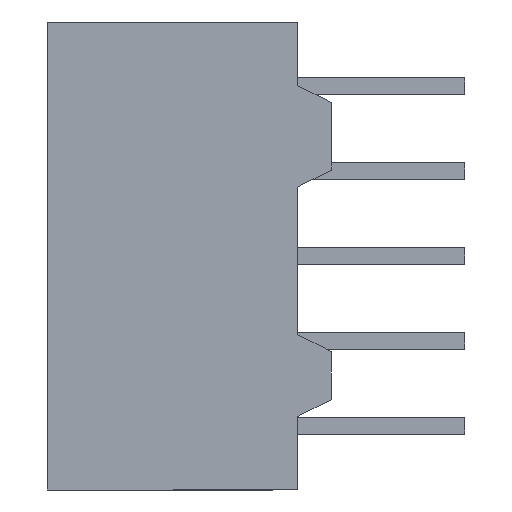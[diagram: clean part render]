
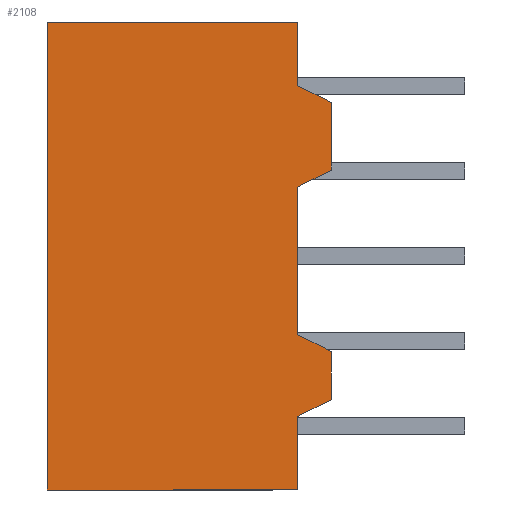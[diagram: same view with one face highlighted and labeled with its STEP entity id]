
A CAD part, left-side view. The second image highlights one B-rep face of the part: STEP entity #2108.
In plain terms, the highlighted planar face has unit normal (-1, 0, 0).
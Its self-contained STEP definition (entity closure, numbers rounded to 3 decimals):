
#159 = CARTESIAN_POINT ( 'NONE',  ( -3.75, -8.5, -4.293 ) ) ;
#439 = DIRECTION ( 'NONE',  ( 0., 1., 0. ) ) ;
#442 = LINE ( 'NONE', #24258, #1651 ) ;
#586 = CARTESIAN_POINT ( 'NONE',  ( -3.75, -8.5, 0. ) ) ;
#673 = CARTESIAN_POINT ( 'NONE',  ( -3.75, -7.5, 0. ) ) ;
#729 = CARTESIAN_POINT ( 'NONE',  ( -3.75, -7.5, -7. ) ) ;
#1079 = CARTESIAN_POINT ( 'NONE',  ( -3.75, -7.5, -2.35 ) ) ;
#1333 = VECTOR ( 'NONE', #14396, 1000. ) ;
#1384 = VECTOR ( 'NONE', #23763, 1000. ) ;
#1397 = CARTESIAN_POINT ( 'NONE',  ( -3.75, 0., 0. ) ) ;
#1419 = VECTOR ( 'NONE', #18996, 1000. ) ;
#1651 = VECTOR ( 'NONE', #9041, 1000. ) ;
#1660 = VECTOR ( 'NONE', #8278, 1000. ) ;
#1745 = LINE ( 'NONE', #23012, #1419 ) ;
#1993 = ORIENTED_EDGE ( 'NONE', *, *, #19620, .T. ) ;
#2108 = ADVANCED_FACE ( 'NONE', ( #16914 ), #20267, .T. ) ;
#2212 = EDGE_CURVE ( 'NONE', #13809, #12297, #442, .T. ) ;
#2328 = CARTESIAN_POINT ( 'NONE',  ( -3.75, -7.5, 0. ) ) ;
#2543 = VECTOR ( 'NONE', #14147, 1000. ) ;
#2660 = VECTOR ( 'NONE', #439, 1000. ) ;
#2673 = VECTOR ( 'NONE', #10315, 1000. ) ;
#2847 = LINE ( 'NONE', #16149, #1333 ) ;
#4278 = ORIENTED_EDGE ( 'NONE', *, *, #6533, .T. ) ;
#5379 = ORIENTED_EDGE ( 'NONE', *, *, #9053, .T. ) ;
#5536 = CARTESIAN_POINT ( 'NONE',  ( -3.75, -8.5, 4.59 ) ) ;
#5746 = EDGE_CURVE ( 'NONE', #15087, #17976, #9165, .T. ) ;
#6477 = CARTESIAN_POINT ( 'NONE',  ( -3.75, -8.5, 4.59 ) ) ;
#6498 = ORIENTED_EDGE ( 'NONE', *, *, #20883, .T. ) ;
#6533 = EDGE_CURVE ( 'NONE', #20130, #13809, #7380, .T. ) ;
#6641 = VERTEX_POINT ( 'NONE', #24682 ) ;
#6799 = DIRECTION ( 'NONE',  ( 0., 0., 1. ) ) ;
#7093 = CARTESIAN_POINT ( 'NONE',  ( -3.75, -7.5, 7. ) ) ;
#7380 = LINE ( 'NONE', #14331, #1384 ) ;
#8037 = CARTESIAN_POINT ( 'NONE',  ( -3.75, -7.5, 2.062 ) ) ;
#8125 = EDGE_LOOP ( 'NONE', ( #1993, #24209, #11459, #12365, #5379, #6498, #4278, #11262, #10287, #11568, #23706, #13555 ) ) ;
#8278 = DIRECTION ( 'NONE',  ( 0., 0., 1. ) ) ;
#8291 = CARTESIAN_POINT ( 'NONE',  ( -3.75, 0., 7. ) ) ;
#9041 = DIRECTION ( 'NONE',  ( 0., 0., 1. ) ) ;
#9053 = EDGE_CURVE ( 'NONE', #10578, #24086, #16129, .T. ) ;
#9165 = LINE ( 'NONE', #18316, #17258 ) ;
#9456 = CARTESIAN_POINT ( 'NONE',  ( -3.75, 0., -7. ) ) ;
#9483 = VECTOR ( 'NONE', #16531, 1000. ) ;
#9724 = LINE ( 'NONE', #586, #2543 ) ;
#10287 = ORIENTED_EDGE ( 'NONE', *, *, #14379, .T. ) ;
#10315 = DIRECTION ( 'NONE',  ( 0., 0.891, 0.454 ) ) ;
#10573 = VERTEX_POINT ( 'NONE', #5536 ) ;
#10578 = VERTEX_POINT ( 'NONE', #7093 ) ;
#11228 = LINE ( 'NONE', #673, #1660 ) ;
#11262 = ORIENTED_EDGE ( 'NONE', *, *, #2212, .T. ) ;
#11459 = ORIENTED_EDGE ( 'NONE', *, *, #14233, .T. ) ;
#11568 = ORIENTED_EDGE ( 'NONE', *, *, #5746, .T. ) ;
#11739 = CARTESIAN_POINT ( 'NONE',  ( -3.75, -8.5, 7. ) ) ;
#11927 = EDGE_CURVE ( 'NONE', #23115, #10578, #11228, .T. ) ;
#12070 = EDGE_CURVE ( 'NONE', #17976, #12598, #2847, .T. ) ;
#12297 = VERTEX_POINT ( 'NONE', #22993 ) ;
#12365 = ORIENTED_EDGE ( 'NONE', *, *, #11927, .T. ) ;
#12598 = VERTEX_POINT ( 'NONE', #1079 ) ;
#13205 = CARTESIAN_POINT ( 'NONE',  ( -3.75, -8.5, -2.86 ) ) ;
#13412 = VERTEX_POINT ( 'NONE', #8037 ) ;
#13555 = ORIENTED_EDGE ( 'NONE', *, *, #20176, .T. ) ;
#13809 = VERTEX_POINT ( 'NONE', #729 ) ;
#14147 = DIRECTION ( 'NONE',  ( 0., 0., 1. ) ) ;
#14233 = EDGE_CURVE ( 'NONE', #10573, #23115, #24512, .T. ) ;
#14331 = CARTESIAN_POINT ( 'NONE',  ( -3.75, -8.5, -7. ) ) ;
#14379 = EDGE_CURVE ( 'NONE', #12297, #15087, #17900, .T. ) ;
#14396 = DIRECTION ( 'NONE',  ( 0., 0.891, 0.454 ) ) ;
#14595 = DIRECTION ( 'NONE',  ( 0., -0.891, 0.454 ) ) ;
#14753 = DIRECTION ( 'NONE',  ( 0., 0., 1. ) ) ;
#15087 = VERTEX_POINT ( 'NONE', #159 ) ;
#15527 = VECTOR ( 'NONE', #14595, 1000. ) ;
#15718 = DIRECTION ( 'NONE',  ( 0., 0., 1. ) ) ;
#16129 = LINE ( 'NONE', #11739, #2660 ) ;
#16149 = CARTESIAN_POINT ( 'NONE',  ( -3.75, -8.5, -2.86 ) ) ;
#16499 = CARTESIAN_POINT ( 'NONE',  ( -3.75, -7.5, -4.802 ) ) ;
#16531 = DIRECTION ( 'NONE',  ( 0., 0., -1. ) ) ;
#16830 = CARTESIAN_POINT ( 'NONE',  ( -3.75, -8.5, 0. ) ) ;
#16914 = FACE_OUTER_BOUND ( 'NONE', #8125, .T. ) ;
#17213 = VECTOR ( 'NONE', #15718, 1000. ) ;
#17258 = VECTOR ( 'NONE', #6799, 1000. ) ;
#17900 = LINE ( 'NONE', #16499, #15527 ) ;
#17976 = VERTEX_POINT ( 'NONE', #13205 ) ;
#18010 = CARTESIAN_POINT ( 'NONE',  ( -3.75, -7.5, 5.1 ) ) ;
#18316 = CARTESIAN_POINT ( 'NONE',  ( -3.75, -8.5, 0. ) ) ;
#18481 = DIRECTION ( 'NONE',  ( -1., 0., 0. ) ) ;
#18996 = DIRECTION ( 'NONE',  ( 0., -0.891, 0.454 ) ) ;
#19620 = EDGE_CURVE ( 'NONE', #13412, #6641, #1745, .T. ) ;
#19649 = LINE ( 'NONE', #2328, #17213 ) ;
#20130 = VERTEX_POINT ( 'NONE', #9456 ) ;
#20176 = EDGE_CURVE ( 'NONE', #12598, #13412, #19649, .T. ) ;
#20267 = PLANE ( 'NONE',  #22499 ) ;
#20883 = EDGE_CURVE ( 'NONE', #24086, #20130, #22338, .T. ) ;
#21908 = EDGE_CURVE ( 'NONE', #6641, #10573, #9724, .T. ) ;
#22338 = LINE ( 'NONE', #1397, #9483 ) ;
#22499 = AXIS2_PLACEMENT_3D ( 'NONE', #16830, #18481, #14753 ) ;
#22993 = CARTESIAN_POINT ( 'NONE',  ( -3.75, -7.5, -4.802 ) ) ;
#23012 = CARTESIAN_POINT ( 'NONE',  ( -3.75, -7.5, 2.062 ) ) ;
#23115 = VERTEX_POINT ( 'NONE', #18010 ) ;
#23706 = ORIENTED_EDGE ( 'NONE', *, *, #12070, .T. ) ;
#23763 = DIRECTION ( 'NONE',  ( 0., -1., 0. ) ) ;
#24086 = VERTEX_POINT ( 'NONE', #8291 ) ;
#24209 = ORIENTED_EDGE ( 'NONE', *, *, #21908, .T. ) ;
#24258 = CARTESIAN_POINT ( 'NONE',  ( -3.75, -7.5, 0. ) ) ;
#24512 = LINE ( 'NONE', #6477, #2673 ) ;
#24682 = CARTESIAN_POINT ( 'NONE',  ( -3.75, -8.5, 2.572 ) ) ;
